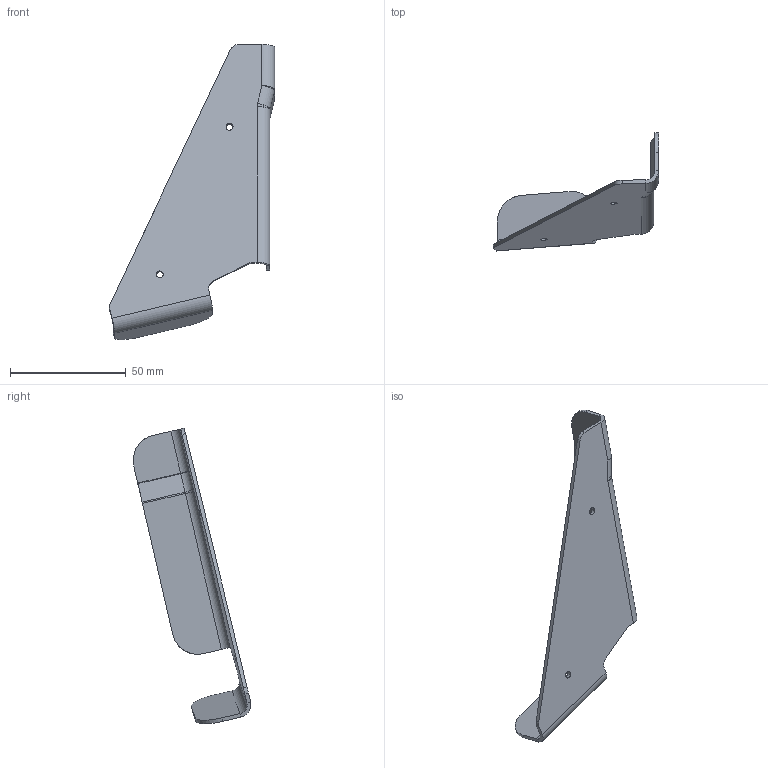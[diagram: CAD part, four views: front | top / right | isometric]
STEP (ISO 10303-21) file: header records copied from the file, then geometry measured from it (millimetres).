
FILE_DESCRIPTION(('FreeCAD Model'),'2;1');
FILE_NAME('Open CASCADE Shape Model','2023-05-19T14:57:50',(''),(''), 'Open CASCADE STEP processor 7.6','FreeCAD','Unknown');
FILE_SCHEMA(('AUTOMOTIVE_DESIGN { 1 0 10303 214 1 1 1 1 }'));
Length unit declared in the file: millimetre
Products named in the file (1): V5358058420000
Bounding box: 71.38 x 50.84 x 127.73 mm (x, y, z)
Surface area: 16032.5 mm2 (no closed solid volume)
Topology: 0 solids, 60 shells, 60 faces, 600 edges, 1562 vertices
Faces by surface type: plane 28, revolution 24, bspline 8
Entity records: 9674 total; most frequent: CARTESIAN_POINT 4060, DIRECTION 884, LINE 513, VECTOR 513, GEOMETRIC_CURVE_SET 319, TRIMMED_CURVE 316, ORIENTED_EDGE 280, EDGE_CURVE 280
